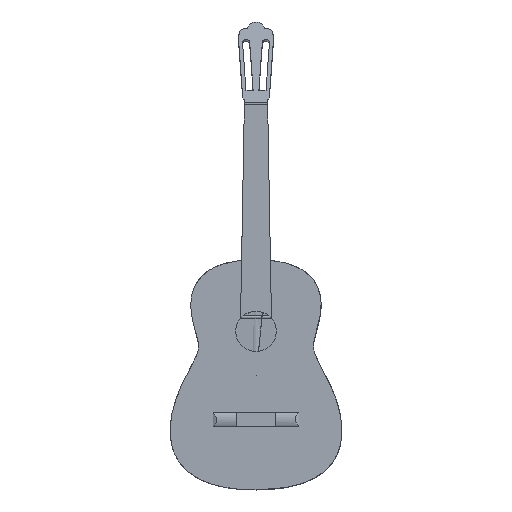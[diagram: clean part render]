
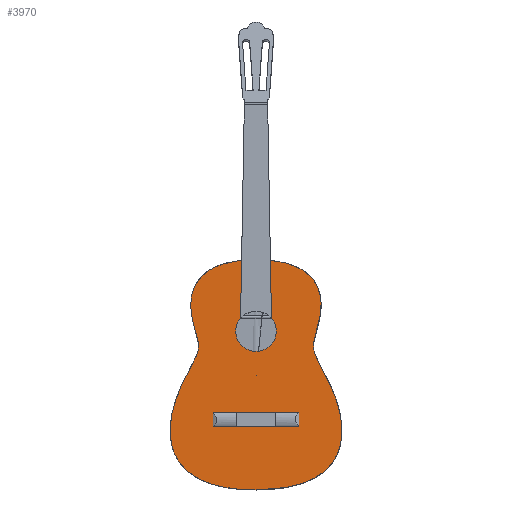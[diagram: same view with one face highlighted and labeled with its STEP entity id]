
A CAD part, top view. The second image highlights one B-rep face of the part: STEP entity #3970.
In plain terms, the highlighted planar face has unit normal (0, 0, 1).
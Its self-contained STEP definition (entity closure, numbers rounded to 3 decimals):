
#29=FACE_BOUND('',#801,.T.);
#36=(
BOUNDED_CURVE()
B_SPLINE_CURVE(5,(#5773,#5774,#5775,#5776,#5777,#5778,#5779,#5780),
 .UNSPECIFIED.,.F.,.F.)
B_SPLINE_CURVE_WITH_KNOTS((6,1,1,6),(-1.,-0.5,-0.376,0.),
 .UNSPECIFIED.)
CURVE()
GEOMETRIC_REPRESENTATION_ITEM()
RATIONAL_B_SPLINE_CURVE((1.,1.,1.,1.,1.,1.,1.,1.))
REPRESENTATION_ITEM('')
);
#38=(
BOUNDED_CURVE()
B_SPLINE_CURVE(5,(#5806,#5807,#5808,#5809,#5810,#5811,#5812,#5813),
 .UNSPECIFIED.,.F.,.F.)
B_SPLINE_CURVE_WITH_KNOTS((6,1,1,6),(0.,0.376,0.5,1.),
 .UNSPECIFIED.)
CURVE()
GEOMETRIC_REPRESENTATION_ITEM()
RATIONAL_B_SPLINE_CURVE((1.,1.,1.,1.,1.,1.,1.,1.))
REPRESENTATION_ITEM('')
);
#313=CIRCLE('',#4273,42.508);
#541=FACE_OUTER_BOUND('',#800,.T.);
#800=EDGE_LOOP('',(#2866,#2867));
#801=EDGE_LOOP('',(#2868));
#1693=VERTEX_POINT('',#5739);
#1697=VERTEX_POINT('',#5770);
#1698=VERTEX_POINT('',#5772);
#2126=EDGE_CURVE('',#1693,#1693,#313,.T.);
#2131=EDGE_CURVE('',#1698,#1697,#36,.T.);
#2134=EDGE_CURVE('',#1697,#1698,#38,.T.);
#2866=ORIENTED_EDGE('',*,*,#2134,.T.);
#2867=ORIENTED_EDGE('',*,*,#2131,.T.);
#2868=ORIENTED_EDGE('',*,*,#2126,.T.);
#3801=PLANE('',#4275);
#3970=ADVANCED_FACE('',(#541,#29),#3801,.T.);
#4273=AXIS2_PLACEMENT_3D('',#5740,#4740,#4741);
#4275=AXIS2_PLACEMENT_3D('',#5814,#4747,#4748);
#4740=DIRECTION('center_axis',(0.,0.,
-1.));
#4741=DIRECTION('ref_axis',(1.,0.,0.));
#4747=DIRECTION('center_axis',(0.,0.,
1.));
#4748=DIRECTION('ref_axis',(1.,0.,0.));
#5739=CARTESIAN_POINT('',(-42.509,92.714,-0.4));
#5740=CARTESIAN_POINT('Origin',(-0.001,92.714,-0.4));
#5770=CARTESIAN_POINT('',(0.,-240.632,-0.4));
#5772=CARTESIAN_POINT('',(0.,242.368,-0.4));
#5773=CARTESIAN_POINT('Ctrl Pts',(0.,242.368,
-0.4));
#5774=CARTESIAN_POINT('Ctrl Pts',(-141.471,242.368,-0.4));
#5775=CARTESIAN_POINT('Ctrl Pts',(-147.112,158.495,-0.4));
#5776=CARTESIAN_POINT('Ctrl Pts',(-135.82,79.664,-0.4));
#5777=CARTESIAN_POINT('Ctrl Pts',(-79.536,57.862,-0.4));
#5778=CARTESIAN_POINT('Ctrl Pts',(-175.571,-17.679,-0.4));
#5779=CARTESIAN_POINT('Ctrl Pts',(-253.961,-240.632,-0.4));
#5780=CARTESIAN_POINT('Ctrl Pts',(0.,-240.632,
-0.4));
#5806=CARTESIAN_POINT('Ctrl Pts',(0.,-240.632,
-0.4));
#5807=CARTESIAN_POINT('Ctrl Pts',(253.961,-240.632,-0.4));
#5808=CARTESIAN_POINT('Ctrl Pts',(175.571,-17.679,-0.4));
#5809=CARTESIAN_POINT('Ctrl Pts',(79.536,57.862,-0.4));
#5810=CARTESIAN_POINT('Ctrl Pts',(135.82,79.664,-0.4));
#5811=CARTESIAN_POINT('Ctrl Pts',(147.112,158.495,-0.4));
#5812=CARTESIAN_POINT('Ctrl Pts',(141.471,242.368,-0.4));
#5813=CARTESIAN_POINT('Ctrl Pts',(0.,242.368,
-0.4));
#5814=CARTESIAN_POINT('Origin',(0.,0.868,
-0.4));
